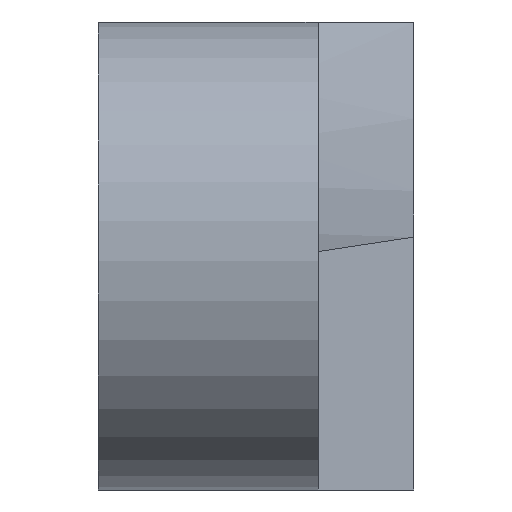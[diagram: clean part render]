
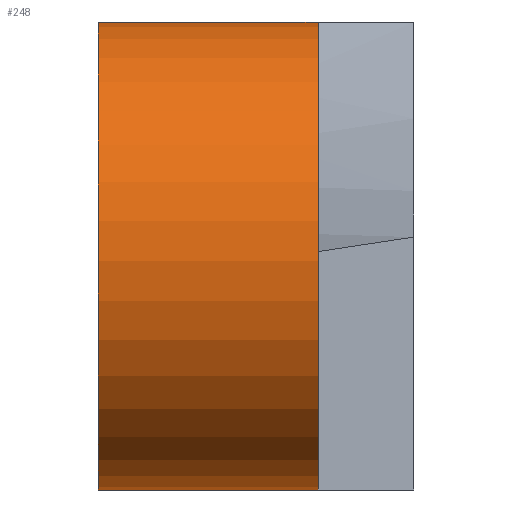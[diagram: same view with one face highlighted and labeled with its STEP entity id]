
A CAD part, left-side view. The second image highlights one B-rep face of the part: STEP entity #248.
In plain terms, the highlighted cylindrical face has radius 12.5 mm (diameter 25 mm), a partial arc.
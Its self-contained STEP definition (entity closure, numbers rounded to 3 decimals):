
#64 = DIRECTION ( 'NONE',  ( 0., -1., 0. ) ) ;
#122 = DIRECTION ( 'NONE',  ( 0., 0., -1. ) ) ;
#129 = DIRECTION ( 'NONE',  ( 0., -1., 0. ) ) ;
#143 = ORIENTED_EDGE ( 'NONE', *, *, #484, .F. ) ;
#149 = EDGE_CURVE ( 'NONE', #796, #824, #381, .T. ) ;
#165 = VECTOR ( 'NONE', #524, 1000. ) ;
#248 = ADVANCED_FACE ( 'NONE', ( #713 ), #475, .T. ) ;
#272 = CARTESIAN_POINT ( 'NONE',  ( -33.058, 8.435, 12.488 ) ) ;
#334 = ORIENTED_EDGE ( 'NONE', *, *, #149, .F. ) ;
#381 = CIRCLE ( 'NONE', #636, 12.5 ) ;
#396 = DIRECTION ( 'NONE',  ( 0., 1., 0. ) ) ;
#399 = DIRECTION ( 'NONE',  ( 0., 0., 1. ) ) ;
#418 = CARTESIAN_POINT ( 'NONE',  ( -32.5, 16.87, -12.5 ) ) ;
#446 = EDGE_CURVE ( 'NONE', #824, #727, #931, .T. ) ;
#468 = CARTESIAN_POINT ( 'NONE',  ( -32.5, 16.87, 0. ) ) ;
#475 = CYLINDRICAL_SURFACE ( 'NONE', #647, 12.5 ) ;
#484 = EDGE_CURVE ( 'NONE', #727, #780, #711, .T. ) ;
#502 = AXIS2_PLACEMENT_3D ( 'NONE', #468, #396, #399 ) ;
#516 = CARTESIAN_POINT ( 'NONE',  ( -32.5, 5.12, 0. ) ) ;
#524 = DIRECTION ( 'NONE',  ( 0., 1., 0. ) ) ;
#557 = CARTESIAN_POINT ( 'NONE',  ( -32.5, 16.87, 0. ) ) ;
#599 = DIRECTION ( 'NONE',  ( 0., -1., 0. ) ) ;
#623 = ORIENTED_EDGE ( 'NONE', *, *, #446, .F. ) ;
#631 = VECTOR ( 'NONE', #129, 1000. ) ;
#636 = AXIS2_PLACEMENT_3D ( 'NONE', #516, #599, #905 ) ;
#647 = AXIS2_PLACEMENT_3D ( 'NONE', #557, #64, #122 ) ;
#680 = ORIENTED_EDGE ( 'NONE', *, *, #696, .F. ) ;
#696 = EDGE_CURVE ( 'NONE', #780, #796, #837, .T. ) ;
#711 = CIRCLE ( 'NONE', #502, 12.5 ) ;
#713 = FACE_OUTER_BOUND ( 'NONE', #805, .T. ) ;
#727 = VERTEX_POINT ( 'NONE', #418 ) ;
#740 = CARTESIAN_POINT ( 'NONE',  ( -33.058, 5.12, 12.488 ) ) ;
#780 = VERTEX_POINT ( 'NONE', #937 ) ;
#796 = VERTEX_POINT ( 'NONE', #740 ) ;
#805 = EDGE_LOOP ( 'NONE', ( #680, #143, #623, #334 ) ) ;
#809 = CARTESIAN_POINT ( 'NONE',  ( -32.5, 5.12, -12.5 ) ) ;
#811 = CARTESIAN_POINT ( 'NONE',  ( -32.5, 16.87, -12.5 ) ) ;
#824 = VERTEX_POINT ( 'NONE', #809 ) ;
#837 = LINE ( 'NONE', #272, #631 ) ;
#905 = DIRECTION ( 'NONE',  ( -1., 0., 0. ) ) ;
#931 = LINE ( 'NONE', #811, #165 ) ;
#937 = CARTESIAN_POINT ( 'NONE',  ( -33.058, 16.87, 12.488 ) ) ;
